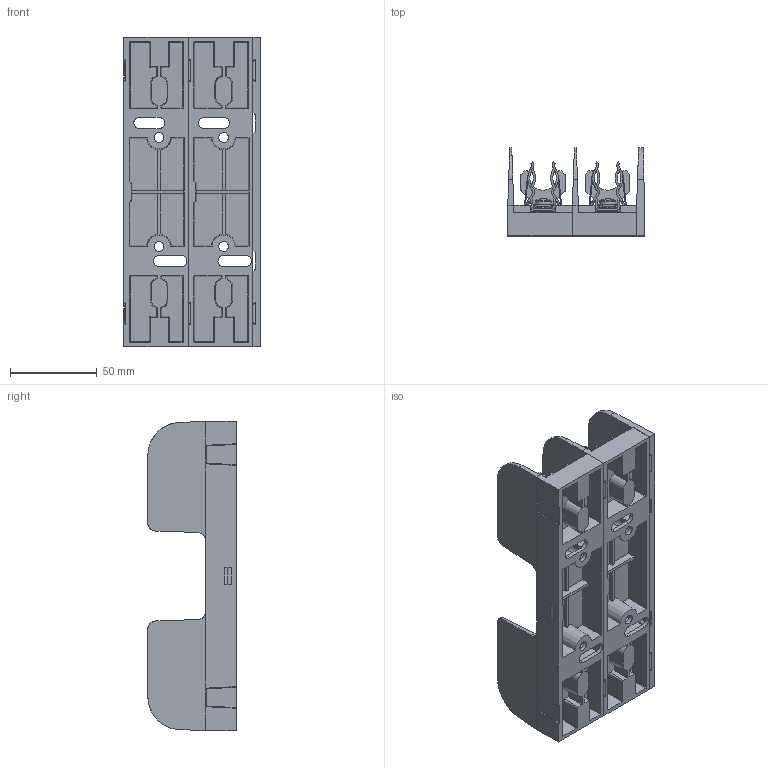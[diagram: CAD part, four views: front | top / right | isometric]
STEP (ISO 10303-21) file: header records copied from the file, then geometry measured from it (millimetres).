
FILE_DESCRIPTION (( 'STEP AP214' ), '1' );
FILE_NAME ('702235rev-.STEP', '2018-07-16T17:41:52', ( '' ), ( '' ), 'SwSTEP 2.0', 'SolidWorks 2017', '' );
FILE_SCHEMA (( 'AUTOMOTIVE_DESIGN' ));
Length unit declared in the file: inch
Products named in the file (1): 702235rev-
Bounding box: 78.49 x 50.8 x 177.8 mm (x, y, z)
Volume: 146263 mm3; surface area: 126144.9 mm2
Topology: 25 solids, 25 shells, 2159 faces, 5644 edges, 3502 vertices
Faces by surface type: plane 1269, cylinder 560, cone 218, bspline 68, torus 40, sphere 4
Full cylindrical faces by diameter (mm): 4.039 x4, 4.826 x4, 5.537 x4, 6.071 x4, 9.271 x4, 9.474 x4
Entity records: 101739 total; most frequent: CARTESIAN_POINT 22870, ORIENTED_EDGE 10800, DIRECTION 9996, EDGE_CURVE 5400, VERTEX_POINT 3470, LINE 3408, VECTOR 3408, AXIS2_PLACEMENT_3D 3294
